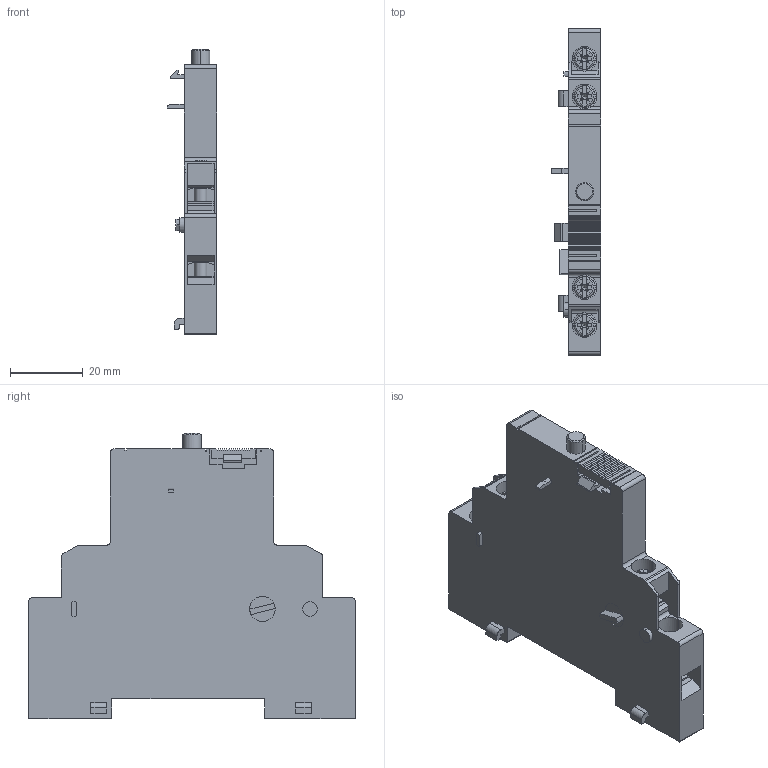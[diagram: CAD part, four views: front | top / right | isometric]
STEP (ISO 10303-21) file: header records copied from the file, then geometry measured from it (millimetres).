
FILE_DESCRIPTION(('FreeCAD Model'),'2;1');
FILE_NAME('3D-KT5-PAF1-S11.step', '2020-05-04T07:54:27',('Author'),(''), 'Open CASCADE STEP processor 7.2','FreeCAD','Unknown');
FILE_SCHEMA(('AUTOMOTIVE_DESIGN { 1 0 10303 214 1 1 1 1 }'));
Length unit declared in the file: millimetre
Products named in the file (8): 10004757129_ASM; 10004757127; 10004757128; SOLID003; SHELL003; 10004757128001; 10004757128002; 10004757128003
Assembly tree (13 placements, depth 3):
  10004757129_ASM
    10004757127
    10004757128
      SOLID003
      SHELL003
    10004757128001
      SOLID003
      SHELL003
    10004757128002
      SOLID003
      SHELL003
    10004757128003
      SOLID003
      SHELL003
Bounding box: 13.75 x 90 x 78.56 mm (x, y, z)
Volume: 41554.8 mm3; surface area: 17779.6 mm2
Topology: 5 solids, 9 shells, 544 faces, 1495 edges, 990 vertices
Faces by surface type: plane 351, cylinder 119, cone 58, torus 16
Entity records: 25607 total; most frequent: CARTESIAN_POINT 5767, DIRECTION 3355, LINE 2227, VECTOR 2227, ORIENTED_EDGE 1788, PCURVE 1788, DEFINITIONAL_REPRESENTATION 1788, EDGE_CURVE 895
